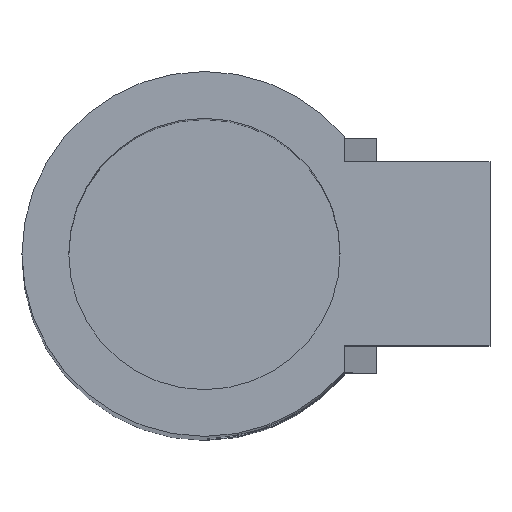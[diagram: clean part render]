
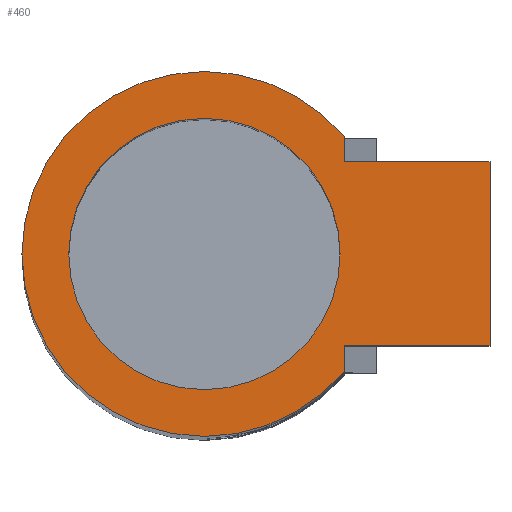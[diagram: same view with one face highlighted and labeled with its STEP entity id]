
A CAD part, top view. The second image highlights one B-rep face of the part: STEP entity #460.
In plain terms, the highlighted planar face has unit normal (0, 0, 1).
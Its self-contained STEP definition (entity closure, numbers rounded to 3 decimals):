
#15=FACE_BOUND('',#78,.T.);
#29=PLANE('',#510);
#52=FACE_OUTER_BOUND('',#77,.T.);
#77=EDGE_LOOP('',(#380,#381,#382,#383,#384,#385));
#78=EDGE_LOOP('',(#386));
#109=LINE('',#767,#153);
#113=LINE('',#779,#157);
#124=LINE('',#803,#168);
#127=LINE('',#810,#171);
#128=LINE('',#812,#172);
#153=VECTOR('',#576,10.);
#157=VECTOR('',#584,10.);
#168=VECTOR('',#607,10.);
#171=VECTOR('',#616,10.);
#172=VECTOR('',#619,10.);
#188=CIRCLE('',#511,5.45);
#189=CIRCLE('',#512,4.053);
#218=VERTEX_POINT('',#764);
#219=VERTEX_POINT('',#766);
#224=VERTEX_POINT('',#776);
#225=VERTEX_POINT('',#778);
#231=VERTEX_POINT('',#800);
#232=VERTEX_POINT('',#802);
#234=VERTEX_POINT('',#815);
#268=EDGE_CURVE('',#219,#218,#109,.T.);
#274=EDGE_CURVE('',#225,#224,#113,.T.);
#286=EDGE_CURVE('',#232,#231,#124,.T.);
#290=EDGE_CURVE('',#231,#219,#127,.T.);
#291=EDGE_CURVE('',#224,#232,#128,.T.);
#292=EDGE_CURVE('',#218,#225,#188,.T.);
#293=EDGE_CURVE('',#234,#234,#189,.T.);
#380=ORIENTED_EDGE('',*,*,#268,.T.);
#381=ORIENTED_EDGE('',*,*,#292,.T.);
#382=ORIENTED_EDGE('',*,*,#274,.T.);
#383=ORIENTED_EDGE('',*,*,#291,.T.);
#384=ORIENTED_EDGE('',*,*,#286,.T.);
#385=ORIENTED_EDGE('',*,*,#290,.T.);
#386=ORIENTED_EDGE('',*,*,#293,.T.);
#460=ADVANCED_FACE('',(#52,#15),#29,.T.);
#510=AXIS2_PLACEMENT_3D('',#813,#620,#621);
#511=AXIS2_PLACEMENT_3D('',#814,#622,#623);
#512=AXIS2_PLACEMENT_3D('',#816,#624,#625);
#576=DIRECTION('',(0.,1.,0.));
#584=DIRECTION('',(0.,1.,0.));
#607=DIRECTION('',(0.,1.,0.));
#616=DIRECTION('',(-1.,0.,0.));
#619=DIRECTION('',(1.,0.,0.));
#620=DIRECTION('center_axis',(0.,0.,1.));
#621=DIRECTION('ref_axis',(1.,0.,0.));
#622=DIRECTION('center_axis',(0.,0.,1.));
#623=DIRECTION('ref_axis',(1.,0.,0.));
#624=DIRECTION('center_axis',(0.,0.,-1.));
#625=DIRECTION('ref_axis',(0.,1.,0.));
#764=CARTESIAN_POINT('',(4.177,3.5,69.55));
#766=CARTESIAN_POINT('',(4.177,2.754,69.55));
#767=CARTESIAN_POINT('',(4.177,1.25,69.55));
#776=CARTESIAN_POINT('',(4.177,-2.746,69.55));
#778=CARTESIAN_POINT('',(4.177,-3.5,69.55));
#779=CARTESIAN_POINT('',(4.177,1.25,69.55));
#800=CARTESIAN_POINT('',(8.532,2.754,69.55));
#802=CARTESIAN_POINT('',(8.532,-2.746,69.55));
#803=CARTESIAN_POINT('',(8.532,0.004,69.55));
#810=CARTESIAN_POINT('',(6.292,2.754,69.55));
#812=CARTESIAN_POINT('',(6.292,-2.746,69.55));
#813=CARTESIAN_POINT('Origin',(0.,0.,69.55));
#814=CARTESIAN_POINT('Origin',(0.,0.,69.55));
#815=CARTESIAN_POINT('',(0.,-4.053,69.55));
#816=CARTESIAN_POINT('Origin',(0.,0.,69.55));
